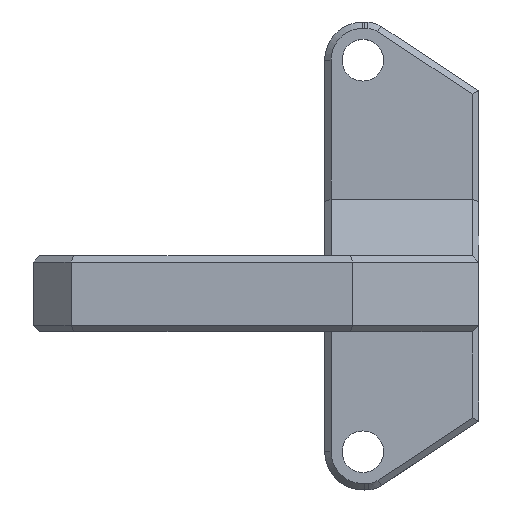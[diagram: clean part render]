
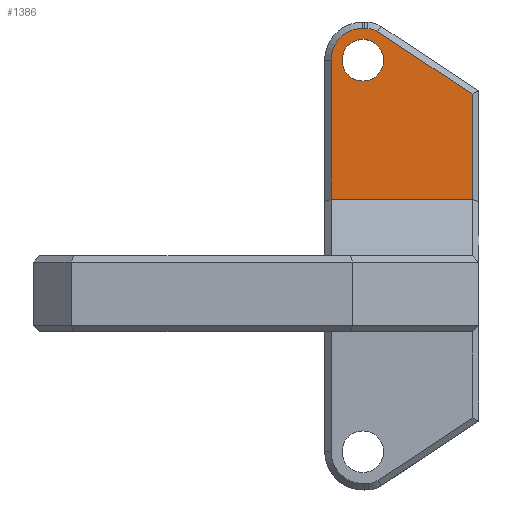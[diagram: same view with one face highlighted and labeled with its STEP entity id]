
A CAD part, top view. The second image highlights one B-rep face of the part: STEP entity #1386.
In plain terms, the highlighted planar face has unit normal (0, 0, 1).
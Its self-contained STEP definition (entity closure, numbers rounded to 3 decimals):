
#12 = EDGE_CURVE ( 'NONE', #1722, #351, #192, .T. ) ;
#51 = EDGE_CURVE ( 'NONE', #458, #1815, #844, .T. ) ;
#52 = CIRCLE ( 'NONE', #1322, 2.525 ) ;
#91 = ORIENTED_EDGE ( 'NONE', *, *, #1286, .F. ) ;
#109 = DIRECTION ( 'NONE',  ( 0., 0., -1. ) ) ;
#117 = CARTESIAN_POINT ( 'NONE',  ( 19.768, 4.501, -4.599 ) ) ;
#128 = LINE ( 'NONE', #788, #2002 ) ;
#131 = FACE_OUTER_BOUND ( 'NONE', #542, .T. ) ;
#146 = CARTESIAN_POINT ( 'NONE',  ( 11.193, 18.023, -4.599 ) ) ;
#192 = LINE ( 'NONE', #146, #1027 ) ;
#200 = CIRCLE ( 'NONE', #2100, 1.5 ) ;
#213 = DIRECTION ( 'NONE',  ( 0., -1., 0. ) ) ;
#263 = DIRECTION ( 'NONE',  ( 0., 0., 1. ) ) ;
#293 = EDGE_CURVE ( 'NONE', #390, #1295, #1150, .T. ) ;
#295 = CARTESIAN_POINT ( 'NONE',  ( 11.098, 17.15, -4.599 ) ) ;
#302 = AXIS2_PLACEMENT_3D ( 'NONE', #1814, #263, #1651 ) ;
#344 = CIRCLE ( 'NONE', #485, 1.65 ) ;
#348 = ORIENTED_EDGE ( 'NONE', *, *, #976, .T. ) ;
#351 = VERTEX_POINT ( 'NONE', #2204 ) ;
#362 = LINE ( 'NONE', #1268, #522 ) ;
#390 = VERTEX_POINT ( 'NONE', #1049 ) ;
#394 = CARTESIAN_POINT ( 'NONE',  ( 11.098, 15.5, -4.599 ) ) ;
#423 = DIRECTION ( 'NONE',  ( 0., 0., 1. ) ) ;
#434 = EDGE_CURVE ( 'NONE', #2213, #1722, #200, .T. ) ;
#458 = VERTEX_POINT ( 'NONE', #2080 ) ;
#485 = AXIS2_PLACEMENT_3D ( 'NONE', #394, #1091, #1781 ) ;
#522 = VECTOR ( 'NONE', #213, 1000. ) ;
#524 = VECTOR ( 'NONE', #2097, 1000. ) ;
#542 = EDGE_LOOP ( 'NONE', ( #786, #1240, #348, #744, #772, #2145, #1498, #1969 ) ) ;
#657 = CARTESIAN_POINT ( 'NONE',  ( 0., 0.001, -4.599 ) ) ;
#672 = CARTESIAN_POINT ( 'NONE',  ( 11.422, 16.513, -4.599 ) ) ;
#744 = ORIENTED_EDGE ( 'NONE', *, *, #293, .T. ) ;
#752 = DIRECTION ( 'NONE',  ( 0., 0., 1. ) ) ;
#772 = ORIENTED_EDGE ( 'NONE', *, *, #1806, .T. ) ;
#786 = ORIENTED_EDGE ( 'NONE', *, *, #1235, .T. ) ;
#788 = CARTESIAN_POINT ( 'NONE',  ( 19.768, 13.084, -4.599 ) ) ;
#813 = CIRCLE ( 'NONE', #302, 1.65 ) ;
#819 = CARTESIAN_POINT ( 'NONE',  ( 8.573, 15.5, -4.599 ) ) ;
#844 = CIRCLE ( 'NONE', #1425, 2.525 ) ;
#867 = DIRECTION ( 'NONE',  ( 0., 0., 1. ) ) ;
#902 = CARTESIAN_POINT ( 'NONE',  ( 11.098, 15.5, -4.599 ) ) ;
#917 = VECTOR ( 'NONE', #2023, 1000. ) ;
#922 = LINE ( 'NONE', #1954, #524 ) ;
#965 = DIRECTION ( 'NONE',  ( 0., 1., 0. ) ) ;
#976 = EDGE_CURVE ( 'NONE', #1815, #390, #362, .T. ) ;
#1027 = VECTOR ( 'NONE', #1708, 1000. ) ;
#1049 = CARTESIAN_POINT ( 'NONE',  ( 8.573, 4.501, -4.599 ) ) ;
#1091 = DIRECTION ( 'NONE',  ( 0., 0., 1. ) ) ;
#1150 = LINE ( 'NONE', #1836, #917 ) ;
#1170 = DIRECTION ( 'NONE',  ( 0., 1., 0. ) ) ;
#1235 = EDGE_CURVE ( 'NONE', #351, #458, #52, .T. ) ;
#1240 = ORIENTED_EDGE ( 'NONE', *, *, #51, .T. ) ;
#1268 = CARTESIAN_POINT ( 'NONE',  ( 8.573, 4.501, -4.599 ) ) ;
#1270 = CARTESIAN_POINT ( 'NONE',  ( 19.768, 12.815, -4.599 ) ) ;
#1286 = EDGE_CURVE ( 'NONE', #1982, #1381, #344, .T. ) ;
#1295 = VERTEX_POINT ( 'NONE', #117 ) ;
#1322 = AXIS2_PLACEMENT_3D ( 'NONE', #902, #752, #1446 ) ;
#1373 = DIRECTION ( 'NONE',  ( 0., 1., 0. ) ) ;
#1381 = VERTEX_POINT ( 'NONE', #295 ) ;
#1386 = ADVANCED_FACE ( 'NONE', ( #2205, #131 ), #2037, .F. ) ;
#1413 = EDGE_CURVE ( 'NONE', #1381, #1982, #813, .T. ) ;
#1425 = AXIS2_PLACEMENT_3D ( 'NONE', #2138, #423, #1638 ) ;
#1446 = DIRECTION ( 'NONE',  ( 0., 1., 0. ) ) ;
#1498 = ORIENTED_EDGE ( 'NONE', *, *, #434, .T. ) ;
#1638 = DIRECTION ( 'NONE',  ( 0., 1., 0. ) ) ;
#1646 = AXIS2_PLACEMENT_3D ( 'NONE', #657, #109, #1170 ) ;
#1651 = DIRECTION ( 'NONE',  ( 0., -1., 0. ) ) ;
#1658 = EDGE_CURVE ( 'NONE', #2106, #2213, #922, .T. ) ;
#1708 = DIRECTION ( 'NONE',  ( -0.999, 0.038, 0. ) ) ;
#1722 = VERTEX_POINT ( 'NONE', #2112 ) ;
#1746 = CARTESIAN_POINT ( 'NONE',  ( 11.098, 13.85, -4.599 ) ) ;
#1781 = DIRECTION ( 'NONE',  ( 0., -1., 0. ) ) ;
#1794 = EDGE_LOOP ( 'NONE', ( #91, #2190 ) ) ;
#1806 = EDGE_CURVE ( 'NONE', #1295, #2106, #128, .T. ) ;
#1814 = CARTESIAN_POINT ( 'NONE',  ( 11.098, 15.5, -4.599 ) ) ;
#1815 = VERTEX_POINT ( 'NONE', #819 ) ;
#1836 = CARTESIAN_POINT ( 'NONE',  ( 20.268, 4.501, -4.599 ) ) ;
#1840 = CARTESIAN_POINT ( 'NONE',  ( 12.247, 17.766, -4.599 ) ) ;
#1954 = CARTESIAN_POINT ( 'NONE',  ( 11.864, 18.019, -4.599 ) ) ;
#1969 = ORIENTED_EDGE ( 'NONE', *, *, #12, .T. ) ;
#1982 = VERTEX_POINT ( 'NONE', #1746 ) ;
#2002 = VECTOR ( 'NONE', #965, 1000. ) ;
#2023 = DIRECTION ( 'NONE',  ( 1., 0., 0. ) ) ;
#2037 = PLANE ( 'NONE',  #1646 ) ;
#2080 = CARTESIAN_POINT ( 'NONE',  ( 11.098, 18.025, -4.599 ) ) ;
#2097 = DIRECTION ( 'NONE',  ( -0.835, 0.55, 0. ) ) ;
#2100 = AXIS2_PLACEMENT_3D ( 'NONE', #672, #867, #1373 ) ;
#2106 = VERTEX_POINT ( 'NONE', #1270 ) ;
#2112 = CARTESIAN_POINT ( 'NONE',  ( 11.479, 18.012, -4.599 ) ) ;
#2138 = CARTESIAN_POINT ( 'NONE',  ( 11.098, 15.5, -4.599 ) ) ;
#2145 = ORIENTED_EDGE ( 'NONE', *, *, #1658, .T. ) ;
#2190 = ORIENTED_EDGE ( 'NONE', *, *, #1413, .F. ) ;
#2204 = CARTESIAN_POINT ( 'NONE',  ( 11.193, 18.023, -4.599 ) ) ;
#2205 = FACE_BOUND ( 'NONE', #1794, .T. ) ;
#2213 = VERTEX_POINT ( 'NONE', #1840 ) ;
